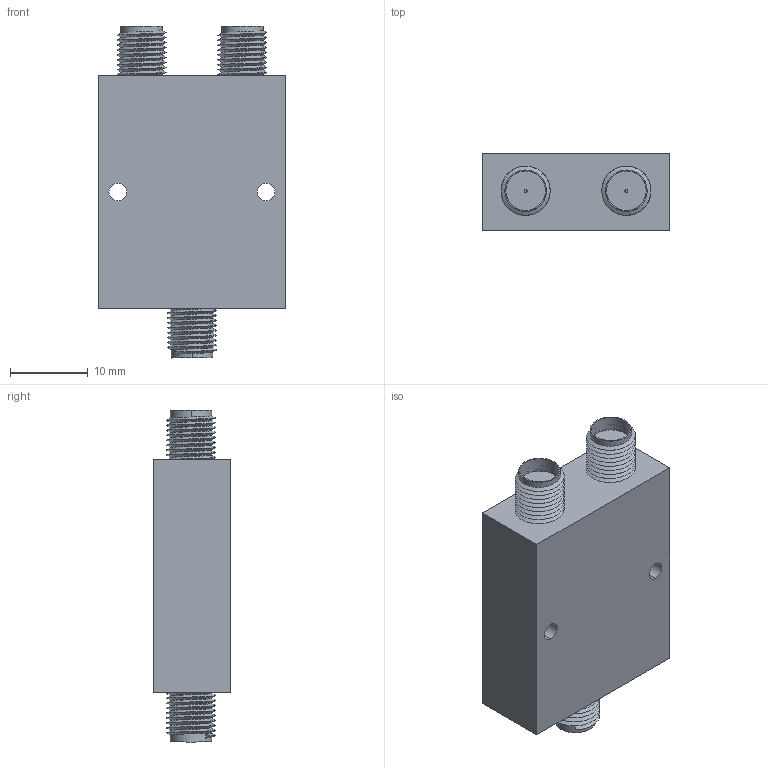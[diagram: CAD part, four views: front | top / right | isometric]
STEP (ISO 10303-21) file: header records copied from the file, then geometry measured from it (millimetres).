
FILE_DESCRIPTION (( 'STEP AP203' ), '1' );
FILE_NAME ('SCS-0831230520-SFSF-22.STEP', '2019-07-29T23:45:01', ( '' ), ( '' ), 'SwSTEP 2.0', 'SolidWorks 2016', '' );
FILE_SCHEMA (( 'CONFIG_CONTROL_DESIGN' ));
Length unit declared in the file: inch
Products named in the file (1): SCS-0831230520-SFSF-22
Bounding box: 24.13 x 9.91 x 42.67 mm (x, y, z)
Volume: 8029.9 mm3; surface area: 4274.4 mm2
Topology: 4 solids, 4 shells, 184 faces, 492 edges, 328 vertices
Faces by surface type: cylinder 145, plane 30, bspline 9
Entity records: 11690 total; most frequent: CARTESIAN_POINT 7719, ORIENTED_EDGE 984, DIRECTION 654, EDGE_CURVE 492, VERTEX_POINT 328, AXIS2_PLACEMENT_3D 244, EDGE_LOOP 200, ADVANCED_FACE 184
